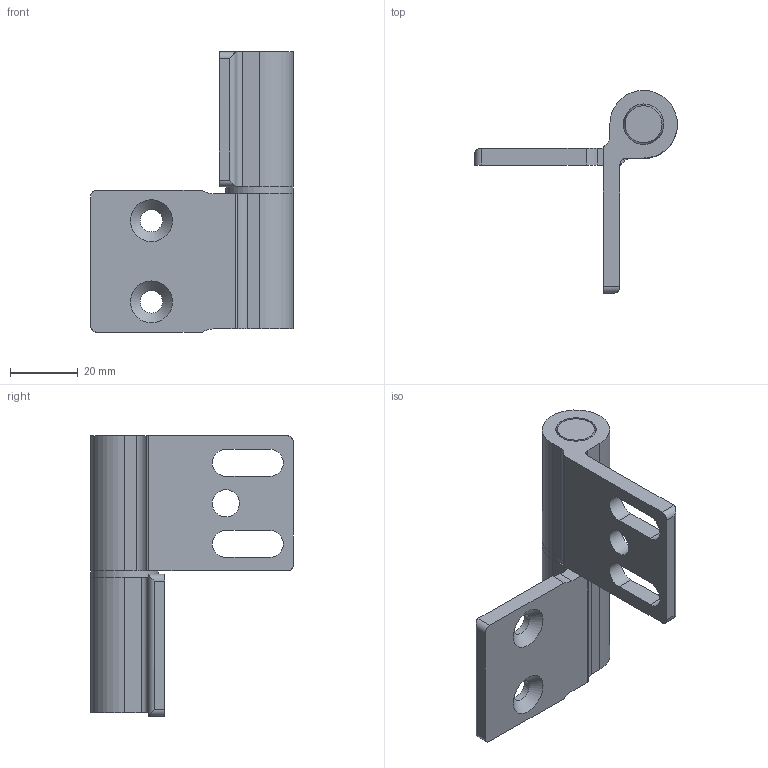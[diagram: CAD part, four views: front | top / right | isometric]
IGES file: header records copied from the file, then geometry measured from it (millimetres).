
Global section: file name: No Iges File Name specified; native system: Autodesk Inventor 2012; preprocessor: AutoDesk Inventor Iges Exporter R2012; author: marina kaa; date: 20130102.140110; units: millimetre
Bounding box: 60 x 60 x 83 mm (x, y, z)
Volume: 42078.4 mm3; surface area: 20550.5 mm2
Topology: 4 solids, 4 shells, 60 faces, 149 edges, 97 vertices
Faces by surface type: plane 24, revolution 20, cylinder 14, cone 2
Full cylindrical faces by diameter (mm): 11.5 x1, 12 x2, 20 x1
